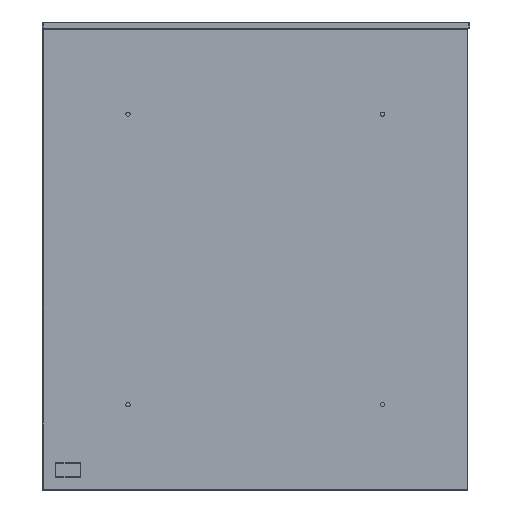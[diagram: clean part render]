
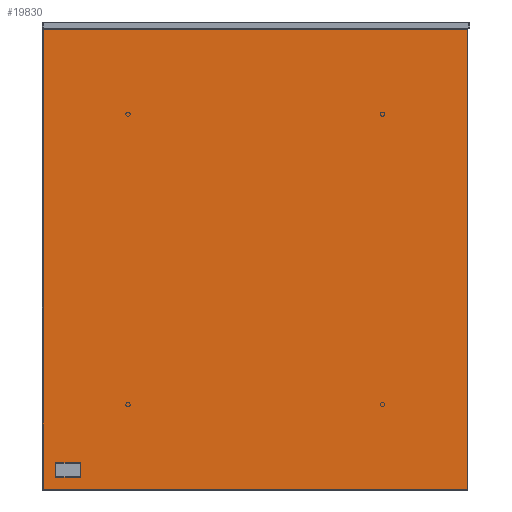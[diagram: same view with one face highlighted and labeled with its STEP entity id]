
A CAD part, left-side view. The second image highlights one B-rep face of the part: STEP entity #19830.
In plain terms, the highlighted planar face has unit normal (-1, 0, 0).
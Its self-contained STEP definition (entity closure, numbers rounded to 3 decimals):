
#19469=CARTESIAN_POINT('',(-3623.565,5493.44,-59.131));
#19470=VERTEX_POINT('',#19469);
#19471=CARTESIAN_POINT('',(-3623.565,5493.44,-596.869));
#19472=VERTEX_POINT('',#19471);
#19473=CARTESIAN_POINT('',(-3623.565,5493.44,-59.131));
#19474=DIRECTION('',(0.0,0.0,-1.0));
#19475=VECTOR('',#19474,537.737);
#19476=LINE('',#19473,#19475);
#19477=EDGE_CURVE('',#19470,#19472,#19476,.T.);
#19509=CARTESIAN_POINT('',(-3623.565,5493.771,-597.2));
#19510=VERTEX_POINT('',#19509);
#19511=CARTESIAN_POINT('',(-3623.565,5493.44,-596.869));
#19512=DIRECTION('',(0.0,0.707,-0.707));
#19513=VECTOR('',#19512,0.469);
#19514=LINE('',#19511,#19513);
#19515=EDGE_CURVE('',#19472,#19510,#19514,.T.);
#19540=CARTESIAN_POINT('',(-3623.565,5989.508,-597.2));
#19541=VERTEX_POINT('',#19540);
#19542=CARTESIAN_POINT('',(-3623.565,5493.771,-597.2));
#19543=DIRECTION('',(0.0,1.0,0.0));
#19544=VECTOR('',#19543,495.737);
#19545=LINE('',#19542,#19544);
#19546=EDGE_CURVE('',#19510,#19541,#19545,.T.);
#19580=CARTESIAN_POINT('',(-3623.565,5989.84,-596.869));
#19581=VERTEX_POINT('',#19580);
#19582=CARTESIAN_POINT('',(-3623.565,5989.508,-597.2));
#19583=DIRECTION('',(0.0,0.707,0.707));
#19584=VECTOR('',#19583,0.469);
#19585=LINE('',#19582,#19584);
#19586=EDGE_CURVE('',#19541,#19581,#19585,.T.);
#19611=CARTESIAN_POINT('',(-3623.565,5989.84,-59.131));
#19612=VERTEX_POINT('',#19611);
#19613=CARTESIAN_POINT('',(-3623.565,5989.84,-596.869));
#19614=DIRECTION('',(0.0,0.0,1.0));
#19615=VECTOR('',#19614,537.737);
#19616=LINE('',#19613,#19615);
#19617=EDGE_CURVE('',#19581,#19612,#19616,.T.);
#19642=CARTESIAN_POINT('',(-3623.565,5989.508,-58.8));
#19643=VERTEX_POINT('',#19642);
#19644=CARTESIAN_POINT('',(-3623.565,5989.84,-59.131));
#19645=DIRECTION('',(0.0,-0.707,0.707));
#19646=VECTOR('',#19645,0.469);
#19647=LINE('',#19644,#19646);
#19648=EDGE_CURVE('',#19612,#19643,#19647,.T.);
#19673=CARTESIAN_POINT('',(-3623.565,5493.771,-58.8));
#19674=VERTEX_POINT('',#19673);
#19675=CARTESIAN_POINT('',(-3623.565,5989.508,-58.8));
#19676=DIRECTION('',(0.0,-1.0,0.0));
#19677=VECTOR('',#19676,495.737);
#19678=LINE('',#19675,#19677);
#19679=EDGE_CURVE('',#19643,#19674,#19678,.T.);
#19702=CARTESIAN_POINT('',(-3623.565,5493.771,-58.8));
#19703=DIRECTION('',(0.0,-0.707,-0.707));
#19704=VECTOR('',#19703,0.469);
#19705=LINE('',#19702,#19704);
#19706=EDGE_CURVE('',#19674,#19470,#19705,.T.);
#19815=CARTESIAN_POINT('',(-3623.565,5741.64,-597.201));
#19816=DIRECTION('',(-1.0,0.0,0.0));
#19817=DIRECTION('',(0.0,0.0,1.0));
#19818=AXIS2_PLACEMENT_3D('',#19815,#19816,#19817);
#19819=PLANE('',#19818);
#19820=ORIENTED_EDGE('',*,*,#19477,.F.);
#19821=ORIENTED_EDGE('',*,*,#19706,.F.);
#19822=ORIENTED_EDGE('',*,*,#19679,.F.);
#19823=ORIENTED_EDGE('',*,*,#19648,.F.);
#19824=ORIENTED_EDGE('',*,*,#19617,.F.);
#19825=ORIENTED_EDGE('',*,*,#19586,.F.);
#19826=ORIENTED_EDGE('',*,*,#19546,.F.);
#19827=ORIENTED_EDGE('',*,*,#19515,.F.);
#19828=EDGE_LOOP('',(#19820,#19821,#19822,#19823,#19824,#19825,#19826,#19827));
#19829=FACE_OUTER_BOUND('',#19828,.T.);
#19830=ADVANCED_FACE('',(#19829),#19819,.T.);
